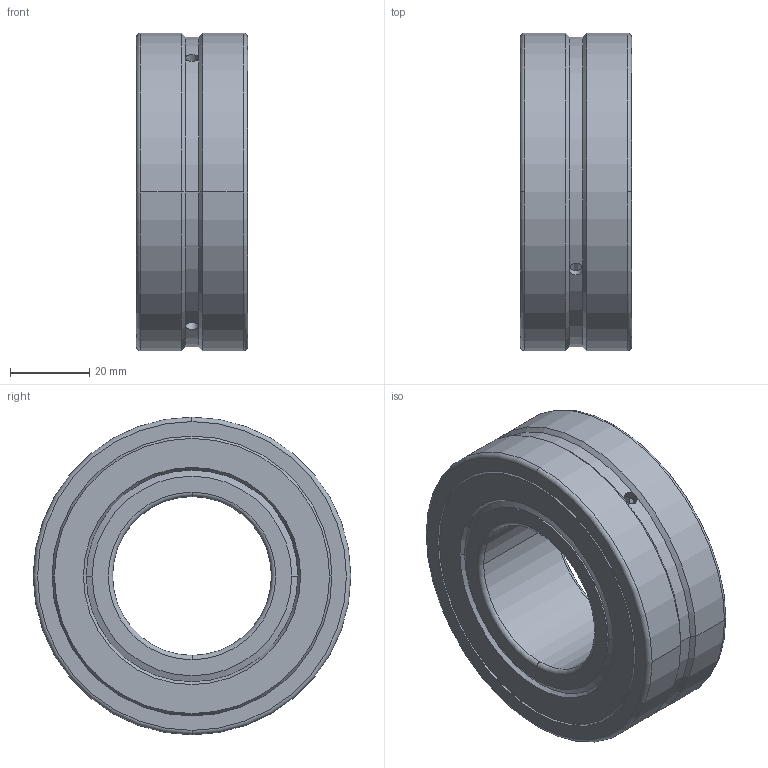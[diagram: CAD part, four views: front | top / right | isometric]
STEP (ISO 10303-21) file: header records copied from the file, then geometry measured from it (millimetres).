
FILE_DESCRIPTION(('STEP AP242'),'1');
FILE_NAME('snr_10x22208eaw33ee_2.stp','2024-09-16T07:11:09',('TraceParts'),('TraceParts S.A.'),'Spatial InterOp 3D',' ',' ');
FILE_SCHEMA(('AP242_MANAGED_MODEL_BASED_3D_ENGINEERING_MIM_LF {1 0 10303 442 1 1 4}'));
Length unit declared in the file: millimetre
Products named in the file (1): snr_10x22208eaw33ee_2_1
Bounding box: 28 x 80 x 80 mm (x, y, z)
Volume: 75641.5 mm3; surface area: 49811.2 mm2
Topology: 6 solids, 6 shells, 292 faces, 754 edges, 531 vertices
Faces by surface type: torus 156, plane 76, cylinder 34, cone 24, sphere 2
Entity records: 13322 total; most frequent: CARTESIAN_POINT 5940, DIRECTION 1639, ORIENTED_EDGE 1500, AXIS2_PLACEMENT_3D 792, EDGE_CURVE 750, VERTEX_POINT 531, CIRCLE 494, EDGE_LOOP 371
